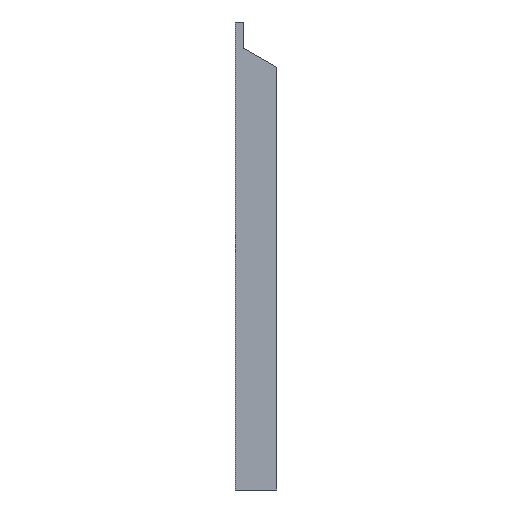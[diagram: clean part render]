
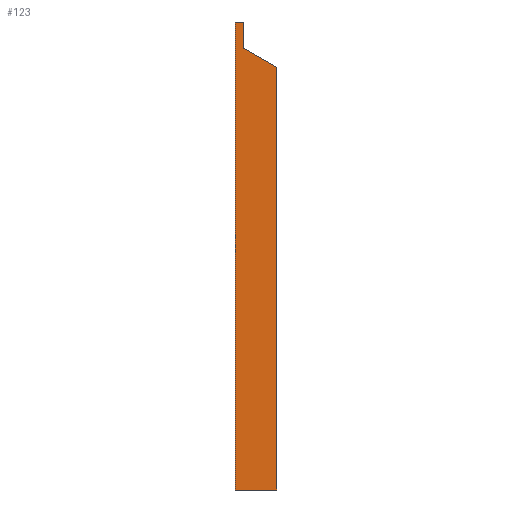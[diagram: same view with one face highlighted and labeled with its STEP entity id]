
A CAD part, left-side view. The second image highlights one B-rep face of the part: STEP entity #123.
In plain terms, the highlighted planar face has unit normal (-1, 0, 0).
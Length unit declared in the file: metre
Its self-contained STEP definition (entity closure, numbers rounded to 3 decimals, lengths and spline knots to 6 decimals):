
#19=PLANE('',#154);
#26=FACE_OUTER_BOUND('',#33,.T.);
#33=EDGE_LOOP('',(#109,#110,#111,#112,#113,#114));
#38=LINE('',#194,#49);
#40=LINE('',#202,#51);
#42=LINE('',#207,#53);
#44=LINE('',#213,#55);
#46=LINE('',#218,#57);
#48=LINE('',#221,#59);
#49=VECTOR('',#159,0.01);
#51=VECTOR('',#167,0.01);
#53=VECTOR('',#171,0.01);
#55=VECTOR('',#177,0.01);
#57=VECTOR('',#183,0.01);
#59=VECTOR('',#187,0.01);
#60=VERTEX_POINT('',#192);
#61=VERTEX_POINT('',#193);
#64=VERTEX_POINT('',#201);
#65=VERTEX_POINT('',#205);
#66=VERTEX_POINT('',#206);
#68=VERTEX_POINT('',#212);
#70=EDGE_CURVE('',#60,#61,#38,.T.);
#74=EDGE_CURVE('',#64,#60,#40,.T.);
#76=EDGE_CURVE('',#65,#66,#42,.T.);
#79=EDGE_CURVE('',#68,#65,#44,.T.);
#82=EDGE_CURVE('',#61,#68,#46,.T.);
#84=EDGE_CURVE('',#66,#64,#48,.T.);
#109=ORIENTED_EDGE('',*,*,#82,.F.);
#110=ORIENTED_EDGE('',*,*,#70,.F.);
#111=ORIENTED_EDGE('',*,*,#74,.F.);
#112=ORIENTED_EDGE('',*,*,#84,.F.);
#113=ORIENTED_EDGE('',*,*,#76,.F.);
#114=ORIENTED_EDGE('',*,*,#79,.F.);
#123=ADVANCED_FACE('',(#26),#19,.F.);
#154=AXIS2_PLACEMENT_3D('',#222,#188,#189);
#159=DIRECTION('',(0.,0.,-1.));
#167=DIRECTION('',(0.,-1.,0.));
#171=DIRECTION('',(0.,1.,0.));
#177=DIRECTION('',(0.,0.,-1.));
#183=DIRECTION('',(0.,-0.866,-0.5));
#187=DIRECTION('',(0.,0.,1.));
#188=DIRECTION('center_axis',(1.,0.,0.));
#189=DIRECTION('ref_axis',(0.,0.,-1.));
#192=CARTESIAN_POINT('',(0.,-0.0002,0.));
#193=CARTESIAN_POINT('',(0.,-0.0002,-0.00062));
#194=CARTESIAN_POINT('',(0.,-0.0002,0.));
#201=CARTESIAN_POINT('',(0.,0.,0.));
#202=CARTESIAN_POINT('',(0.,0.,0.));
#205=CARTESIAN_POINT('',(0.,-0.00099,-0.011136));
#206=CARTESIAN_POINT('',(0.,0.,-0.011136));
#207=CARTESIAN_POINT('',(0.,-0.00099,-0.011136));
#212=CARTESIAN_POINT('',(0.,-0.00099,-0.001076));
#213=CARTESIAN_POINT('',(0.,-0.00099,-0.001076));
#218=CARTESIAN_POINT('',(0.,-0.0002,-0.00062));
#221=CARTESIAN_POINT('',(0.,0.,-0.011136));
#222=CARTESIAN_POINT('Origin',(0.,-0.000495,-0.005568));
